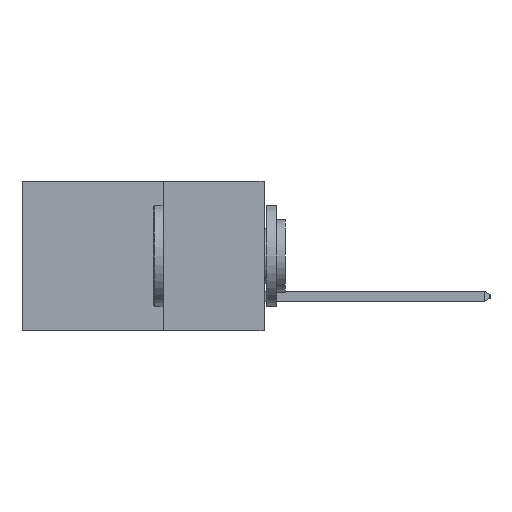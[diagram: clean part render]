
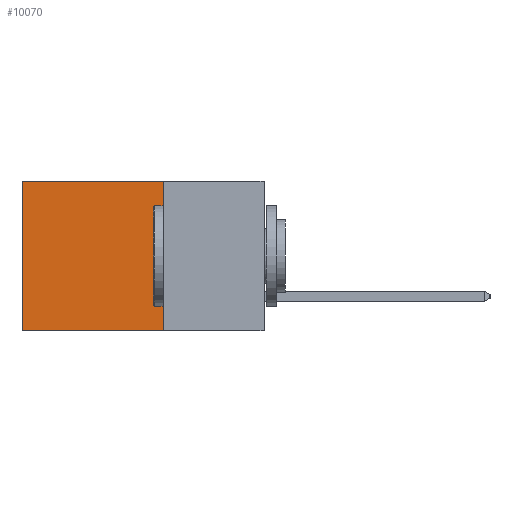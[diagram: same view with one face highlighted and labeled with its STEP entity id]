
A CAD part, left-side view. The second image highlights one B-rep face of the part: STEP entity #10070.
In plain terms, the highlighted planar face has unit normal (-1, 0, 0).
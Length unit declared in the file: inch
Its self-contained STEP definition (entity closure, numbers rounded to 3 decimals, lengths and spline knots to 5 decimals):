
#100 = LINE ( 'NONE', #6227, #11793 ) ;
#390 = LINE ( 'NONE', #22899, #27965 ) ;
#551 = CARTESIAN_POINT ( 'NONE',  ( 0.298, 0.25, 0. ) ) ;
#570 = CARTESIAN_POINT ( 'NONE',  ( 0.298, 0.6, 0. ) ) ;
#1112 = ORIENTED_EDGE ( 'NONE', *, *, #20928, .F. ) ;
#1126 = ORIENTED_EDGE ( 'NONE', *, *, #19817, .F. ) ;
#1724 = VECTOR ( 'NONE', #2802, 39.37008 ) ;
#2802 = DIRECTION ( 'NONE',  ( 0., 0., -1. ) ) ;
#4601 = VECTOR ( 'NONE', #24747, 39.37008 ) ;
#5043 = EDGE_CURVE ( 'NONE', #17376, #16818, #27041, .T. ) ;
#6227 = CARTESIAN_POINT ( 'NONE',  ( 0.298, 0.25, 0. ) ) ;
#7020 = DIRECTION ( 'NONE',  ( 1., 0., 0. ) ) ;
#7629 = DIRECTION ( 'NONE',  ( 0., 1., 0. ) ) ;
#8450 = DIRECTION ( 'NONE',  ( 0., 0., -1. ) ) ;
#9226 = CARTESIAN_POINT ( 'NONE',  ( 0.298, 0.25, 0. ) ) ;
#9530 = EDGE_CURVE ( 'NONE', #16818, #19647, #19245, .T. ) ;
#9535 = CARTESIAN_POINT ( 'NONE',  ( 0.298, 0.6, 0. ) ) ;
#10070 = ADVANCED_FACE ( 'NONE', ( #23268 ), #20134, .F. ) ;
#10094 = CARTESIAN_POINT ( 'NONE',  ( 0.298, 0.6, -0.37 ) ) ;
#10771 = VERTEX_POINT ( 'NONE', #22469 ) ;
#11793 = VECTOR ( 'NONE', #8450, 39.37008 ) ;
#13653 = ORIENTED_EDGE ( 'NONE', *, *, #9530, .T. ) ;
#15421 = ORIENTED_EDGE ( 'NONE', *, *, #5043, .T. ) ;
#15686 = CARTESIAN_POINT ( 'NONE',  ( 0.298, 0.25, 0. ) ) ;
#16818 = VERTEX_POINT ( 'NONE', #9535 ) ;
#17376 = VERTEX_POINT ( 'NONE', #9226 ) ;
#19245 = LINE ( 'NONE', #570, #1724 ) ;
#19647 = VERTEX_POINT ( 'NONE', #10094 ) ;
#19817 = EDGE_CURVE ( 'NONE', #17376, #10771, #100, .T. ) ;
#20134 = PLANE ( 'NONE',  #20562 ) ;
#20562 = AXIS2_PLACEMENT_3D ( 'NONE', #15686, #7020, #22322 ) ;
#20928 = EDGE_CURVE ( 'NONE', #10771, #19647, #390, .T. ) ;
#22322 = DIRECTION ( 'NONE',  ( 0., 0., -1. ) ) ;
#22469 = CARTESIAN_POINT ( 'NONE',  ( 0.298, 0.25, -0.37 ) ) ;
#22899 = CARTESIAN_POINT ( 'NONE',  ( 0.298, 0.25, -0.37 ) ) ;
#23268 = FACE_OUTER_BOUND ( 'NONE', #27694, .T. ) ;
#24747 = DIRECTION ( 'NONE',  ( 0., 1., 0. ) ) ;
#27041 = LINE ( 'NONE', #551, #4601 ) ;
#27694 = EDGE_LOOP ( 'NONE', ( #13653, #1112, #1126, #15421 ) ) ;
#27965 = VECTOR ( 'NONE', #7629, 39.37008 ) ;
